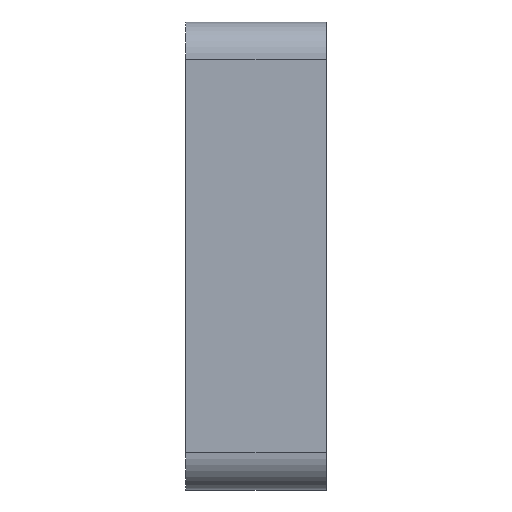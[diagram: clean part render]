
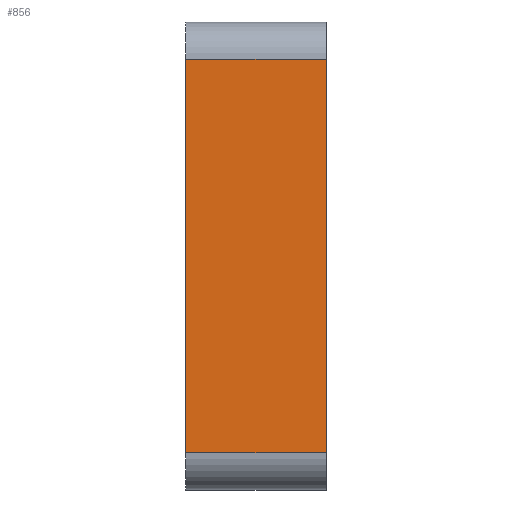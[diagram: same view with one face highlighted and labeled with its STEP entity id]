
A CAD part, left-side view. The second image highlights one B-rep face of the part: STEP entity #856.
In plain terms, the highlighted planar face has unit normal (-1, 0, 0).
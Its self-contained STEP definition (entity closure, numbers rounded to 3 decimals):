
#28 = CARTESIAN_POINT ( 'NONE',  ( -25., 7.5, -10.5 ) ) ;
#44 = ORIENTED_EDGE ( 'NONE', *, *, #436, .T. ) ;
#118 = ORIENTED_EDGE ( 'NONE', *, *, #603, .F. ) ;
#132 = CARTESIAN_POINT ( 'NONE',  ( -25., 2., -10.5 ) ) ;
#139 = AXIS2_PLACEMENT_3D ( 'NONE', #132, #155, #443 ) ;
#155 = DIRECTION ( 'NONE',  ( 1., 0., 0. ) ) ;
#156 = VERTEX_POINT ( 'NONE', #347 ) ;
#163 = ORIENTED_EDGE ( 'NONE', *, *, #724, .F. ) ;
#164 = CARTESIAN_POINT ( 'NONE',  ( -25., 7.5, -10.5 ) ) ;
#165 = VECTOR ( 'NONE', #338, 1000. ) ;
#218 = CARTESIAN_POINT ( 'NONE',  ( -25., 0., -10.5 ) ) ;
#223 = LINE ( 'NONE', #218, #553 ) ;
#225 = EDGE_CURVE ( 'NONE', #826, #885, #223, .T. ) ;
#244 = DIRECTION ( 'NONE',  ( 0., 0., 1. ) ) ;
#254 = VECTOR ( 'NONE', #244, 1000. ) ;
#268 = CARTESIAN_POINT ( 'NONE',  ( -25., 2., 10.5 ) ) ;
#273 = LINE ( 'NONE', #268, #165 ) ;
#312 = VERTEX_POINT ( 'NONE', #164 ) ;
#338 = DIRECTION ( 'NONE',  ( 0., -1., 0. ) ) ;
#347 = CARTESIAN_POINT ( 'NONE',  ( -25., 7.5, 10.5 ) ) ;
#367 = ORIENTED_EDGE ( 'NONE', *, *, #225, .T. ) ;
#409 = VECTOR ( 'NONE', #439, 1000. ) ;
#433 = LINE ( 'NONE', #708, #409 ) ;
#436 = EDGE_CURVE ( 'NONE', #312, #826, #433, .T. ) ;
#439 = DIRECTION ( 'NONE',  ( 0., -1., 0. ) ) ;
#443 = DIRECTION ( 'NONE',  ( 0., 0., -1. ) ) ;
#506 = DIRECTION ( 'NONE',  ( 0., 0., 1. ) ) ;
#508 = EDGE_LOOP ( 'NONE', ( #367, #163, #118, #44 ) ) ;
#553 = VECTOR ( 'NONE', #506, 1000. ) ;
#603 = EDGE_CURVE ( 'NONE', #312, #156, #675, .T. ) ;
#675 = LINE ( 'NONE', #28, #254 ) ;
#708 = CARTESIAN_POINT ( 'NONE',  ( -25., 2., -10.5 ) ) ;
#724 = EDGE_CURVE ( 'NONE', #156, #885, #273, .T. ) ;
#725 = FACE_OUTER_BOUND ( 'NONE', #508, .T. ) ;
#734 = CARTESIAN_POINT ( 'NONE',  ( -25., 0., 10.5 ) ) ;
#775 = PLANE ( 'NONE',  #139 ) ;
#826 = VERTEX_POINT ( 'NONE', #847 ) ;
#847 = CARTESIAN_POINT ( 'NONE',  ( -25., 0., -10.5 ) ) ;
#856 = ADVANCED_FACE ( 'NONE', ( #725 ), #775, .F. ) ;
#885 = VERTEX_POINT ( 'NONE', #734 ) ;
